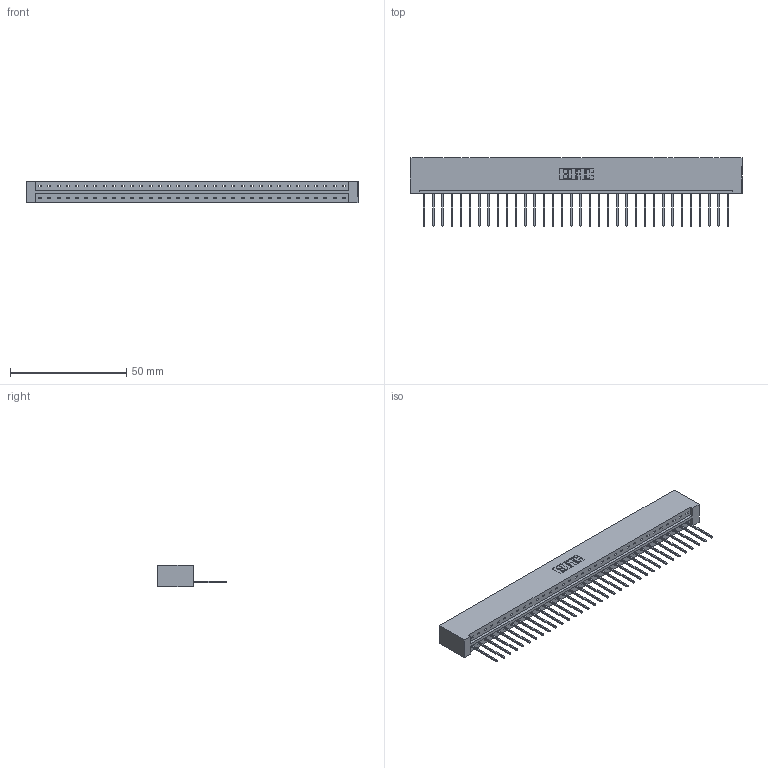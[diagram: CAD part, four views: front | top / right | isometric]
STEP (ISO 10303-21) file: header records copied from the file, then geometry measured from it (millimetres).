
FILE_DESCRIPTION (( 'STEP AP203' ), '1' );
FILE_NAME ('833-034-540-101.STEP', '2020-06-02T22:07:12', ( '' ), ( '' ), 'SwSTEP 2.0', 'SolidWorks 2020', '' );
FILE_SCHEMA (( 'CONFIG_CONTROL_DESIGN' ));
Length unit declared in the file: inch
Products named in the file (3): 833 Part_Lugless; 345-292-001_345-293-140; 833-034-540-101
Assembly tree (35 placements, depth 2):
  833-034-540-101
    833 Part_Lugless
    345-292-001_345-293-140  x34
Bounding box: 142.98 x 29.47 x 9.4 mm (x, y, z)
Volume: 14977.5 mm3; surface area: 16453.2 mm2
Topology: 35 solids, 35 shells, 2078 faces, 6271 edges, 4134 vertices
Faces by surface type: plane 1494, cylinder 584
Entity records: 21561 total; most frequent: CARTESIAN_POINT 3728, ORIENTED_EDGE 3698, DIRECTION 3153, EDGE_CURVE 1849, LINE 1729, VECTOR 1729, VERTEX_POINT 1230, AXIS2_PLACEMENT_3D 712
